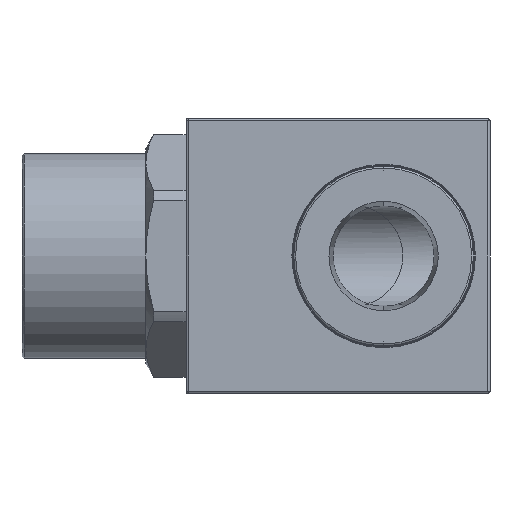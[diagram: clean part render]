
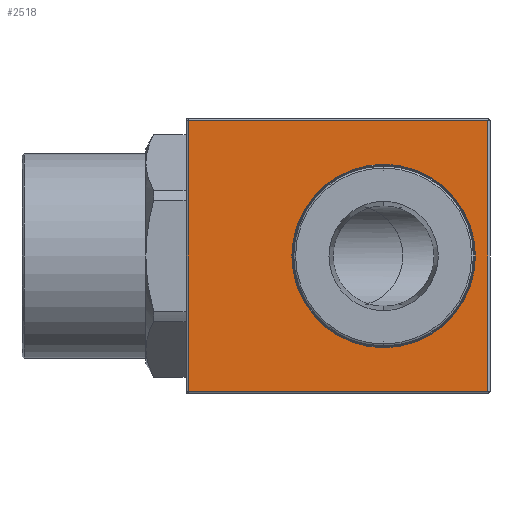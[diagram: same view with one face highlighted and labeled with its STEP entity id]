
A CAD part, front view. The second image highlights one B-rep face of the part: STEP entity #2518.
In plain terms, the highlighted planar face has unit normal (0, -1, 0).
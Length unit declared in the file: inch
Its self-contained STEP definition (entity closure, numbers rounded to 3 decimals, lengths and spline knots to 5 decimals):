
#754 = CARTESIAN_POINT ( 'NONE',  ( 0.51125, -0.6, 0.4 ) ) ;
#755 = DIRECTION ( 'NONE',  ( 0., 0., -1. ) ) ;
#756 = DIRECTION ( 'NONE',  ( 0., -1., 0. ) ) ;
#757 = CARTESIAN_POINT ( 'NONE',  ( 0.51125, -0.6, 0. ) ) ;
#758 = AXIS2_PLACEMENT_3D ( 'NONE', #757, #756, #755 ) ;
#759 = CIRCLE ( 'NONE', #758, 0.4 ) ;
#760 = CARTESIAN_POINT ( 'NONE',  ( 0.51125, -0.6, -0.4 ) ) ;
#1049 = CARTESIAN_POINT ( 'NONE',  ( -0.3399, -0.6, -0.59 ) ) ;
#1050 = DIRECTION ( 'NONE',  ( 0., 0., -1. ) ) ;
#1051 = VECTOR ( 'NONE', #1050, 39.37008 ) ;
#1052 = CARTESIAN_POINT ( 'NONE',  ( -0.3399, -0.6, -0.6 ) ) ;
#1053 = LINE ( 'NONE', #1052, #1051 ) ;
#1054 = CARTESIAN_POINT ( 'NONE',  ( -0.3399, -0.6, 0.59 ) ) ;
#1146 = CARTESIAN_POINT ( 'NONE',  ( 0.965, -0.6, 0.59 ) ) ;
#1147 = DIRECTION ( 'NONE',  ( -1., 0., 0. ) ) ;
#1148 = VECTOR ( 'NONE', #1147, 39.37008 ) ;
#1149 = CARTESIAN_POINT ( 'NONE',  ( -0.3499, -0.6, 0.59 ) ) ;
#1150 = LINE ( 'NONE', #1149, #1148 ) ;
#1151 = DIRECTION ( 'NONE',  ( 0., 0., -1. ) ) ;
#1152 = DIRECTION ( 'NONE',  ( 0., -1., 0. ) ) ;
#1153 = CARTESIAN_POINT ( 'NONE',  ( 0.51125, -0.6, 0. ) ) ;
#1154 = AXIS2_PLACEMENT_3D ( 'NONE', #1153, #1152, #1151 ) ;
#1155 = CIRCLE ( 'NONE', #1154, 0.4 ) ;
#1156 = DIRECTION ( 'NONE',  ( 1., 0., 0. ) ) ;
#1157 = DIRECTION ( 'NONE',  ( 0., -1., 0. ) ) ;
#1158 = CARTESIAN_POINT ( 'NONE',  ( 0.975, -0.6, -2.38756 ) ) ;
#1159 = AXIS2_PLACEMENT_3D ( 'NONE', #1158, #1157, #1156 ) ;
#1160 = PLANE ( 'NONE',  #1159 ) ;
#1161 = FACE_OUTER_BOUND ( 'NONE', #2523, .T. ) ;
#1162 = FACE_BOUND ( 'NONE', #2519, .T. ) ;
#1341 = ORIENTED_EDGE ( 'NONE', *, *, #1359, .T. ) ;
#1355 = ORIENTED_EDGE ( 'NONE', *, *, #1356, .T. ) ;
#1356 = EDGE_CURVE ( 'NONE', #1357, #2526, #2694, .T. ) ;
#1357 = VERTEX_POINT ( 'NONE', #2690 ) ;
#1359 = EDGE_CURVE ( 'NONE', #2474, #1357, #2689, .T. ) ;
#2298 = VERTEX_POINT ( 'NONE', #760 ) ;
#2300 = EDGE_CURVE ( 'NONE', #2298, #2301, #759, .T. ) ;
#2301 = VERTEX_POINT ( 'NONE', #754 ) ;
#2471 = VERTEX_POINT ( 'NONE', #1054 ) ;
#2472 = ORIENTED_EDGE ( 'NONE', *, *, #2473, .T. ) ;
#2473 = EDGE_CURVE ( 'NONE', #2471, #2474, #1053, .T. ) ;
#2474 = VERTEX_POINT ( 'NONE', #1049 ) ;
#2518 = ADVANCED_FACE ( 'NONE', ( #1162, #1161 ), #1160, .T. ) ;
#2519 = EDGE_LOOP ( 'NONE', ( #2520, #2522 ) ) ;
#2520 = ORIENTED_EDGE ( 'NONE', *, *, #2521, .F. ) ;
#2521 = EDGE_CURVE ( 'NONE', #2301, #2298, #1155, .T. ) ;
#2522 = ORIENTED_EDGE ( 'NONE', *, *, #2300, .F. ) ;
#2523 = EDGE_LOOP ( 'NONE', ( #2524, #2472, #1341, #1355 ) ) ;
#2524 = ORIENTED_EDGE ( 'NONE', *, *, #2525, .T. ) ;
#2525 = EDGE_CURVE ( 'NONE', #2526, #2471, #1150, .T. ) ;
#2526 = VERTEX_POINT ( 'NONE', #1146 ) ;
#2687 = DIRECTION ( 'NONE',  ( 1., 0., 0. ) ) ;
#2688 = CARTESIAN_POINT ( 'NONE',  ( 0.975, -0.6, -0.59 ) ) ;
#2689 = LINE ( 'NONE', #2688, #2744 ) ;
#2690 = CARTESIAN_POINT ( 'NONE',  ( 0.965, -0.6, -0.59 ) ) ;
#2691 = DIRECTION ( 'NONE',  ( 0., 0., 1. ) ) ;
#2692 = VECTOR ( 'NONE', #2691, 39.37008 ) ;
#2693 = CARTESIAN_POINT ( 'NONE',  ( 0.965, -0.6, -2.38756 ) ) ;
#2694 = LINE ( 'NONE', #2693, #2692 ) ;
#2744 = VECTOR ( 'NONE', #2687, 39.37008 ) ;
